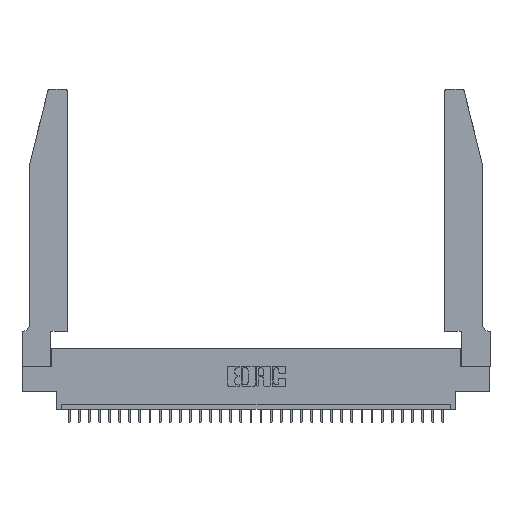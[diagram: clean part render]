
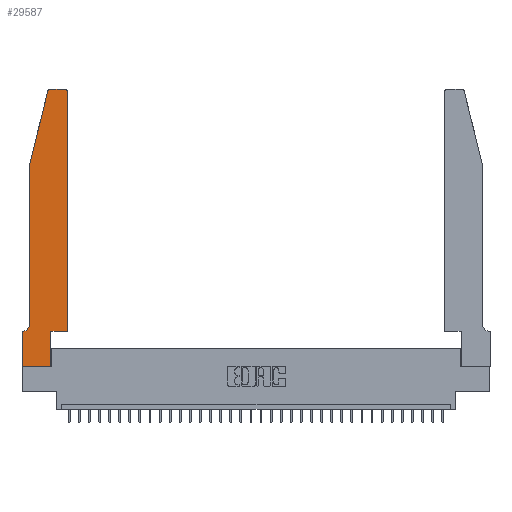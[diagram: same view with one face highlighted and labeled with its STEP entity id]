
A CAD part, top view. The second image highlights one B-rep face of the part: STEP entity #29587.
In plain terms, the highlighted planar face has unit normal (0, 0, 1).
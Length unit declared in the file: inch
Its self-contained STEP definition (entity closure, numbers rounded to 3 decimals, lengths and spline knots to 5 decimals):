
#146 = CARTESIAN_POINT ( 'NONE',  ( 0., 0., 0.37 ) ) ;
#703 = CARTESIAN_POINT ( 'NONE',  ( 0.0055, 0.42, 0.37 ) ) ;
#1225 = PLANE ( 'NONE',  #12765 ) ;
#1454 = CIRCLE ( 'NONE', #23000, 0.03 ) ;
#1541 = CARTESIAN_POINT ( 'NONE',  ( 0.2865, 0.35, 0.37 ) ) ;
#1671 = DIRECTION ( 'NONE',  ( -1., 0., 0. ) ) ;
#2105 = ORIENTED_EDGE ( 'NONE', *, *, #14529, .T. ) ;
#2129 = VERTEX_POINT ( 'NONE', #11904 ) ;
#2368 = VECTOR ( 'NONE', #18720, 39.37008 ) ;
#2489 = VECTOR ( 'NONE', #8568, 39.37008 ) ;
#2969 = LINE ( 'NONE', #20962, #14331 ) ;
#3244 = VERTEX_POINT ( 'NONE', #22655 ) ;
#3297 = ORIENTED_EDGE ( 'NONE', *, *, #25779, .T. ) ;
#4057 = CARTESIAN_POINT ( 'NONE',  ( 0.284, 2.72, 0.37 ) ) ;
#4890 = ORIENTED_EDGE ( 'NONE', *, *, #12398, .T. ) ;
#5373 = ORIENTED_EDGE ( 'NONE', *, *, #21977, .T. ) ;
#5812 = ORIENTED_EDGE ( 'NONE', *, *, #18901, .T. ) ;
#5970 = EDGE_LOOP ( 'NONE', ( #29473, #4890, #2105, #5984, #20765, #5812, #12598, #21518, #11369, #3297, #5373, #15190 ) ) ;
#5984 = ORIENTED_EDGE ( 'NONE', *, *, #24220, .T. ) ;
#6272 = CARTESIAN_POINT ( 'NONE',  ( 0.2865, 0.35, 0.37 ) ) ;
#6786 = LINE ( 'NONE', #22206, #9619 ) ;
#7350 = LINE ( 'NONE', #14968, #31845 ) ;
#7369 = VERTEX_POINT ( 'NONE', #15789 ) ;
#7701 = DIRECTION ( 'NONE',  ( 0., 0., 1. ) ) ;
#8137 = VERTEX_POINT ( 'NONE', #22649 ) ;
#8352 = DIRECTION ( 'NONE',  ( 1., 0., 0. ) ) ;
#8521 = VERTEX_POINT ( 'NONE', #8758 ) ;
#8522 = DIRECTION ( 'NONE',  ( 0., 1., 0. ) ) ;
#8568 = DIRECTION ( 'NONE',  ( -0.239, -0.971, 0. ) ) ;
#8758 = CARTESIAN_POINT ( 'NONE',  ( 0.4505, 0.35, 0.37 ) ) ;
#9314 = EDGE_CURVE ( 'NONE', #20206, #23170, #25875, .T. ) ;
#9332 = DIRECTION ( 'NONE',  ( 1., 0., 0. ) ) ;
#9619 = VECTOR ( 'NONE', #32704, 39.37008 ) ;
#9908 = EDGE_CURVE ( 'NONE', #24196, #7369, #11659, .T. ) ;
#10734 = DIRECTION ( 'NONE',  ( 0., 1., 0. ) ) ;
#11226 = DIRECTION ( 'NONE',  ( 0., 0., -1. ) ) ;
#11337 = DIRECTION ( 'NONE',  ( 0., -1., 0. ) ) ;
#11369 = ORIENTED_EDGE ( 'NONE', *, *, #26932, .T. ) ;
#11418 = EDGE_CURVE ( 'NONE', #2129, #20574, #32173, .T. ) ;
#11659 = CIRCLE ( 'NONE', #23281, 0.03 ) ;
#11751 = CARTESIAN_POINT ( 'NONE',  ( 0., 0.35, 0.37 ) ) ;
#11904 = CARTESIAN_POINT ( 'NONE',  ( 0., 0.35, 0.37 ) ) ;
#12398 = EDGE_CURVE ( 'NONE', #21811, #25021, #1454, .T. ) ;
#12598 = ORIENTED_EDGE ( 'NONE', *, *, #11418, .T. ) ;
#12765 = AXIS2_PLACEMENT_3D ( 'NONE', #11751, #33005, #9332 ) ;
#13540 = CARTESIAN_POINT ( 'NONE',  ( 0.4505, 0.35, 0.37 ) ) ;
#13613 = VECTOR ( 'NONE', #31781, 39.37008 ) ;
#14098 = CARTESIAN_POINT ( 'NONE',  ( 0.0755, 2., 0.37 ) ) ;
#14331 = VECTOR ( 'NONE', #10734, 39.37008 ) ;
#14529 = EDGE_CURVE ( 'NONE', #25021, #3244, #26908, .T. ) ;
#14966 = EDGE_CURVE ( 'NONE', #20574, #8137, #6786, .T. ) ;
#14968 = CARTESIAN_POINT ( 'NONE',  ( 0.2605, 2.75, 0.37 ) ) ;
#15190 = ORIENTED_EDGE ( 'NONE', *, *, #9908, .T. ) ;
#15789 = CARTESIAN_POINT ( 'NONE',  ( 0.4205, 2.75, 0.37 ) ) ;
#15953 = CARTESIAN_POINT ( 'NONE',  ( 0., 0., 0.37 ) ) ;
#16090 = VECTOR ( 'NONE', #11337, 39.37008 ) ;
#16188 = VECTOR ( 'NONE', #8522, 39.37008 ) ;
#16802 = LINE ( 'NONE', #13540, #17149 ) ;
#16933 = FACE_OUTER_BOUND ( 'NONE', #5970, .T. ) ;
#17149 = VECTOR ( 'NONE', #8352, 39.37008 ) ;
#18409 = CARTESIAN_POINT ( 'NONE',  ( 0.4205, 2.72, 0.37 ) ) ;
#18720 = DIRECTION ( 'NONE',  ( 0., -1., 0. ) ) ;
#18901 = EDGE_CURVE ( 'NONE', #23170, #2129, #29536, .T. ) ;
#19068 = CARTESIAN_POINT ( 'NONE',  ( 0.25487, 2.72718, 0.37 ) ) ;
#19411 = EDGE_CURVE ( 'NONE', #7369, #21811, #7350, .T. ) ;
#19813 = CARTESIAN_POINT ( 'NONE',  ( 0.0055, 0.35, 0.37 ) ) ;
#20206 = VERTEX_POINT ( 'NONE', #22483 ) ;
#20390 = AXIS2_PLACEMENT_3D ( 'NONE', #703, #11226, #32315 ) ;
#20574 = VERTEX_POINT ( 'NONE', #146 ) ;
#20765 = ORIENTED_EDGE ( 'NONE', *, *, #9314, .T. ) ;
#20962 = CARTESIAN_POINT ( 'NONE',  ( 0.4505, 0.35, 0.37 ) ) ;
#21518 = ORIENTED_EDGE ( 'NONE', *, *, #14966, .T. ) ;
#21811 = VERTEX_POINT ( 'NONE', #22713 ) ;
#21977 = EDGE_CURVE ( 'NONE', #8521, #24196, #2969, .T. ) ;
#22206 = CARTESIAN_POINT ( 'NONE',  ( 0., 0., 0.37 ) ) ;
#22483 = CARTESIAN_POINT ( 'NONE',  ( 0.0755, 0.42, 0.37 ) ) ;
#22649 = CARTESIAN_POINT ( 'NONE',  ( 0.2865, 0., 0.37 ) ) ;
#22655 = CARTESIAN_POINT ( 'NONE',  ( 0.0755, 2., 0.37 ) ) ;
#22713 = CARTESIAN_POINT ( 'NONE',  ( 0.284, 2.75, 0.37 ) ) ;
#23000 = AXIS2_PLACEMENT_3D ( 'NONE', #4057, #27559, #25147 ) ;
#23170 = VERTEX_POINT ( 'NONE', #19813 ) ;
#23281 = AXIS2_PLACEMENT_3D ( 'NONE', #18409, #7701, #29126 ) ;
#24196 = VERTEX_POINT ( 'NONE', #32580 ) ;
#24220 = EDGE_CURVE ( 'NONE', #3244, #20206, #27079, .T. ) ;
#25021 = VERTEX_POINT ( 'NONE', #19068 ) ;
#25147 = DIRECTION ( 'NONE',  ( 1., 0., 0. ) ) ;
#25779 = EDGE_CURVE ( 'NONE', #32508, #8521, #16802, .T. ) ;
#25875 = CIRCLE ( 'NONE', #20390, 0.07 ) ;
#26866 = LINE ( 'NONE', #6272, #16188 ) ;
#26908 = LINE ( 'NONE', #29645, #2489 ) ;
#26932 = EDGE_CURVE ( 'NONE', #8137, #32508, #26866, .T. ) ;
#27079 = LINE ( 'NONE', #14098, #16090 ) ;
#27559 = DIRECTION ( 'NONE',  ( 0., 0., 1. ) ) ;
#28852 = CARTESIAN_POINT ( 'NONE',  ( 0.0755, 0.35, 0.37 ) ) ;
#29126 = DIRECTION ( 'NONE',  ( 1., 0., 0. ) ) ;
#29473 = ORIENTED_EDGE ( 'NONE', *, *, #19411, .T. ) ;
#29536 = LINE ( 'NONE', #28852, #13613 ) ;
#29587 = ADVANCED_FACE ( 'NONE', ( #16933 ), #1225, .T. ) ;
#29645 = CARTESIAN_POINT ( 'NONE',  ( 0.0755, 2., 0.37 ) ) ;
#31781 = DIRECTION ( 'NONE',  ( -1., 0., 0. ) ) ;
#31845 = VECTOR ( 'NONE', #1671, 39.37008 ) ;
#32173 = LINE ( 'NONE', #15953, #2368 ) ;
#32315 = DIRECTION ( 'NONE',  ( -1., 0., 0. ) ) ;
#32508 = VERTEX_POINT ( 'NONE', #1541 ) ;
#32580 = CARTESIAN_POINT ( 'NONE',  ( 0.4505, 2.72, 0.37 ) ) ;
#32704 = DIRECTION ( 'NONE',  ( 1., 0., 0. ) ) ;
#33005 = DIRECTION ( 'NONE',  ( 0., 0., 1. ) ) ;
